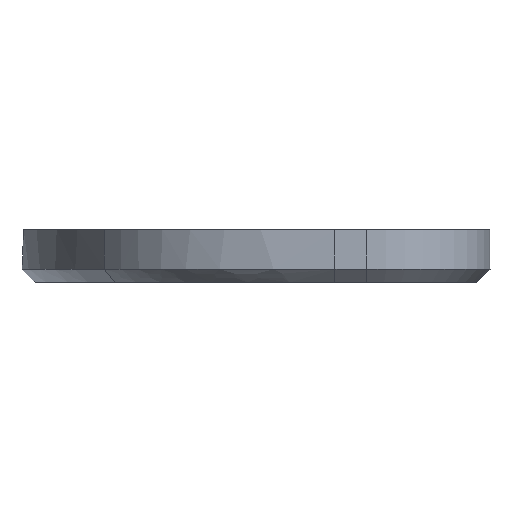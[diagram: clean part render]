
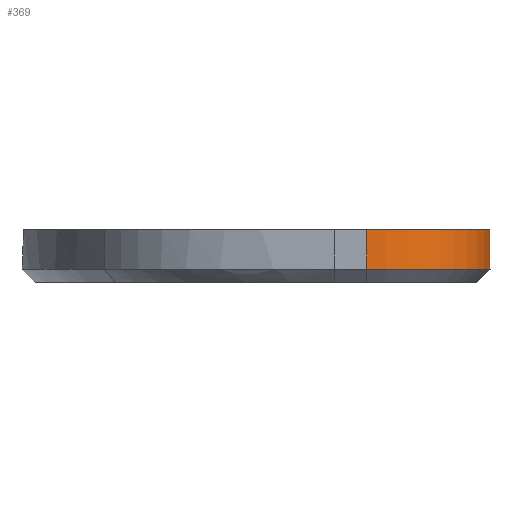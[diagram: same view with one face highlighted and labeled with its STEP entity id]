
A CAD part, left-side view. The second image highlights one B-rep face of the part: STEP entity #369.
In plain terms, the highlighted cylindrical face has radius 7 mm (diameter 14 mm), a partial arc.
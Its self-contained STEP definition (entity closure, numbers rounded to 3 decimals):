
#25=CYLINDRICAL_SURFACE('',#416,7.);
#30=CIRCLE('',#393,7.);
#39=CIRCLE('',#411,7.);
#75=FACE_OUTER_BOUND('',#101,.T.);
#101=EDGE_LOOP('',(#342,#343,#344,#345));
#135=LINE('',#1443,#164);
#136=LINE('',#1445,#165);
#164=VECTOR('',#508,10.);
#165=VECTOR('',#511,10.);
#178=VERTEX_POINT('',#996);
#180=VERTEX_POINT('',#1002);
#193=VERTEX_POINT('',#1433);
#194=VERTEX_POINT('',#1435);
#215=EDGE_CURVE('',#178,#180,#30,.T.);
#240=EDGE_CURVE('',#193,#194,#39,.T.);
#244=EDGE_CURVE('',#193,#180,#135,.T.);
#245=EDGE_CURVE('',#178,#194,#136,.T.);
#342=ORIENTED_EDGE('',*,*,#215,.F.);
#343=ORIENTED_EDGE('',*,*,#245,.T.);
#344=ORIENTED_EDGE('',*,*,#240,.F.);
#345=ORIENTED_EDGE('',*,*,#244,.T.);
#369=ADVANCED_FACE('',(#75),#25,.T.);
#393=AXIS2_PLACEMENT_3D('',#1003,#448,#449);
#411=AXIS2_PLACEMENT_3D('',#1436,#498,#499);
#416=AXIS2_PLACEMENT_3D('',#1446,#512,#513);
#448=DIRECTION('center_axis',(0.,0.,
-1.));
#449=DIRECTION('ref_axis',(-0.702,-0.712,0.));
#498=DIRECTION('center_axis',(0.,0.,
1.));
#499=DIRECTION('ref_axis',(-0.702,-0.712,0.));
#508=DIRECTION('',(0.,0.,-1.));
#511=DIRECTION('',(0.,0.,1.));
#512=DIRECTION('center_axis',(0.,0.,
1.));
#513=DIRECTION('ref_axis',(-0.702,-0.712,0.));
#996=CARTESIAN_POINT('',(111.509,-93.855,-120.277));
#1002=CARTESIAN_POINT('',(104.416,-86.855,-120.277));
#1003=CARTESIAN_POINT('Origin',(111.416,-86.855,-120.277));
#1433=CARTESIAN_POINT('',(104.416,-86.855,-118.026));
#1435=CARTESIAN_POINT('',(111.509,-93.855,-118.026));
#1436=CARTESIAN_POINT('Origin',(111.416,-86.855,-118.026));
#1443=CARTESIAN_POINT('',(104.416,-86.855,-117.852));
#1445=CARTESIAN_POINT('',(111.509,-93.855,-117.852));
#1446=CARTESIAN_POINT('Origin',(111.416,-86.855,-117.852));
